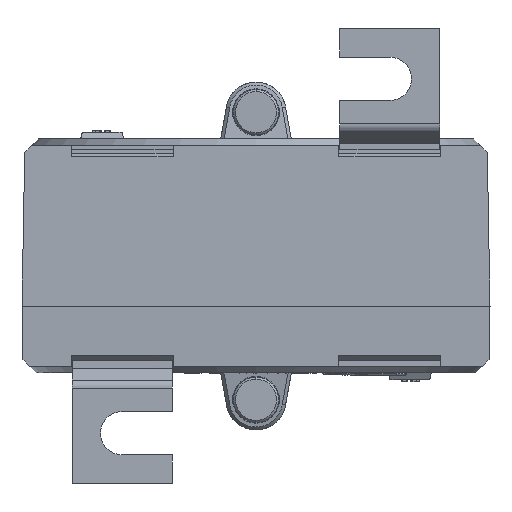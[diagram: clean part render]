
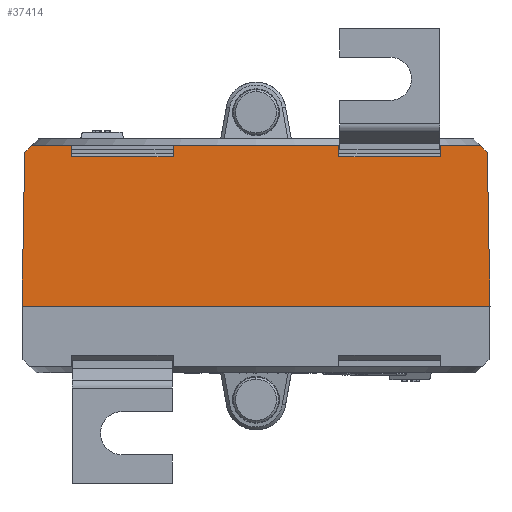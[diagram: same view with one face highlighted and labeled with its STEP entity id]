
A CAD part, front view. The second image highlights one B-rep face of the part: STEP entity #37414.
In plain terms, the highlighted planar face has unit normal (0, -1, 0.018).
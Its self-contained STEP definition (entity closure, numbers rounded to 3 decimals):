
#2046 = DIRECTION ( 'NONE',  ( -1., 0., 0. ) ) ;
#2920 = LINE ( 'NONE', #84093, #36967 ) ;
#3703 = VERTEX_POINT ( 'NONE', #79928 ) ;
#3835 = LINE ( 'NONE', #6873, #23192 ) ;
#4088 = DIRECTION ( 'NONE',  ( 1., 0., 0. ) ) ;
#4399 = CARTESIAN_POINT ( 'NONE',  ( 34.616, -36.581, 24. ) ) ;
#4473 = VERTEX_POINT ( 'NONE', #46687 ) ;
#4755 = CARTESIAN_POINT ( 'NONE',  ( 0., -37., 0. ) ) ;
#6469 = EDGE_CURVE ( 'NONE', #4473, #42305, #7284, .T. ) ;
#6873 = CARTESIAN_POINT ( 'NONE',  ( -27.55, -36.807, 11.084 ) ) ;
#7028 = EDGE_CURVE ( 'NONE', #3703, #26700, #33385, .T. ) ;
#7164 = LINE ( 'NONE', #32654, #43534 ) ;
#7252 = CARTESIAN_POINT ( 'NONE',  ( 12.393, -36.581, 24. ) ) ;
#7284 = LINE ( 'NONE', #37220, #82554 ) ;
#7316 = CARTESIAN_POINT ( 'NONE',  ( 0., -37., 0. ) ) ;
#8408 = LINE ( 'NONE', #4755, #44785 ) ;
#10084 = CARTESIAN_POINT ( 'NONE',  ( 12.45, -36.807, 11.084 ) ) ;
#10967 = VERTEX_POINT ( 'NONE', #53229 ) ;
#11806 = CARTESIAN_POINT ( 'NONE',  ( -35., -37., 0. ) ) ;
#12008 = LINE ( 'NONE', #70384, #65631 ) ;
#12653 = ORIENTED_EDGE ( 'NONE', *, *, #77481, .T. ) ;
#12783 = CARTESIAN_POINT ( 'NONE',  ( -27.599, -36.61, 22.325 ) ) ;
#13578 = ORIENTED_EDGE ( 'NONE', *, *, #79976, .T. ) ;
#14624 = DIRECTION ( 'NONE',  ( 0., -1., 0.017 ) ) ;
#14965 = CARTESIAN_POINT ( 'NONE',  ( -28.198, -36.49, 29.191 ) ) ;
#15925 = VERTEX_POINT ( 'NONE', #18708 ) ;
#16110 = EDGE_CURVE ( 'NONE', #79845, #18691, #90857, .T. ) ;
#18035 = AXIS2_PLACEMENT_3D ( 'NONE', #7316, #14624, #65667 ) ;
#18465 = DIRECTION ( 'NONE',  ( 1., 0., 0. ) ) ;
#18604 = CARTESIAN_POINT ( 'NONE',  ( 27.599, -36.61, 22.325 ) ) ;
#18691 = VERTEX_POINT ( 'NONE', #35800 ) ;
#18708 = CARTESIAN_POINT ( 'NONE',  ( 12.401, -36.61, 22.325 ) ) ;
#19776 = ORIENTED_EDGE ( 'NONE', *, *, #31198, .T. ) ;
#19809 = VECTOR ( 'NONE', #27838, 1000. ) ;
#21257 = VECTOR ( 'NONE', #89657, 1000. ) ;
#23192 = VECTOR ( 'NONE', #57877, 1000. ) ;
#23864 = VERTEX_POINT ( 'NONE', #25391 ) ;
#24692 = DIRECTION ( 'NONE',  ( -0.004, 0.017, 1. ) ) ;
#24707 = FACE_OUTER_BOUND ( 'NONE', #35603, .T. ) ;
#24734 = EDGE_CURVE ( 'NONE', #69532, #15925, #56280, .T. ) ;
#25268 = EDGE_CURVE ( 'NONE', #4473, #69532, #7164, .T. ) ;
#25391 = CARTESIAN_POINT ( 'NONE',  ( 35., -37., 0. ) ) ;
#25725 = CARTESIAN_POINT ( 'NONE',  ( -34.598, -36.598, 23.01 ) ) ;
#26654 = DIRECTION ( 'NONE',  ( -1., 0., 0. ) ) ;
#26700 = VERTEX_POINT ( 'NONE', #91307 ) ;
#27838 = DIRECTION ( 'NONE',  ( -1., 0., 0. ) ) ;
#28165 = LINE ( 'NONE', #60585, #79501 ) ;
#31118 = LINE ( 'NONE', #10084, #52812 ) ;
#31128 = VECTOR ( 'NONE', #91454, 1000. ) ;
#31198 = EDGE_CURVE ( 'NONE', #15925, #52209, #31118, .T. ) ;
#32654 = CARTESIAN_POINT ( 'NONE',  ( 27.55, -36.807, 11.084 ) ) ;
#33297 = CARTESIAN_POINT ( 'NONE',  ( -33.573, -36.581, 24. ) ) ;
#33385 = LINE ( 'NONE', #34940, #31128 ) ;
#34940 = CARTESIAN_POINT ( 'NONE',  ( -12.45, -36.807, 11.084 ) ) ;
#35603 = EDGE_LOOP ( 'NONE', ( #84397, #13578, #69596, #80172, #12653, #36995, #40402, #39438, #60561, #42491, #67684, #71867, #19776, #82030 ) ) ;
#35800 = CARTESIAN_POINT ( 'NONE',  ( -27.607, -36.581, 24. ) ) ;
#36967 = VECTOR ( 'NONE', #18465, 1000. ) ;
#36995 = ORIENTED_EDGE ( 'NONE', *, *, #86746, .T. ) ;
#37220 = CARTESIAN_POINT ( 'NONE',  ( 34.616, -36.581, 24. ) ) ;
#37414 = ADVANCED_FACE ( 'NONE', ( #24707 ), #50925, .T. ) ;
#38168 = DIRECTION ( 'NONE',  ( 1., 0., 0. ) ) ;
#39055 = VECTOR ( 'NONE', #2046, 1000. ) ;
#39092 = LINE ( 'NONE', #71531, #19809 ) ;
#39438 = ORIENTED_EDGE ( 'NONE', *, *, #93675, .F. ) ;
#39640 = EDGE_CURVE ( 'NONE', #3703, #52209, #2920, .T. ) ;
#39892 = DIRECTION ( 'NONE',  ( -0.004, -0.017, -1. ) ) ;
#40402 = ORIENTED_EDGE ( 'NONE', *, *, #41100, .F. ) ;
#41100 = EDGE_CURVE ( 'NONE', #23864, #93748, #8408, .T. ) ;
#42305 = VERTEX_POINT ( 'NONE', #64918 ) ;
#42491 = ORIENTED_EDGE ( 'NONE', *, *, #6469, .F. ) ;
#43169 = EDGE_CURVE ( 'NONE', #10967, #42305, #12008, .T. ) ;
#43534 = VECTOR ( 'NONE', #39892, 1000. ) ;
#44785 = VECTOR ( 'NONE', #26654, 1000. ) ;
#46687 = CARTESIAN_POINT ( 'NONE',  ( 27.607, -36.581, 24. ) ) ;
#50925 = PLANE ( 'NONE',  #18035 ) ;
#52209 = VERTEX_POINT ( 'NONE', #7252 ) ;
#52812 = VECTOR ( 'NONE', #24692, 1000. ) ;
#53229 = CARTESIAN_POINT ( 'NONE',  ( 34.598, -36.598, 23.01 ) ) ;
#53293 = CARTESIAN_POINT ( 'NONE',  ( 34.989, -36.989, 0.611 ) ) ;
#55281 = VECTOR ( 'NONE', #66011, 1000. ) ;
#55444 = VERTEX_POINT ( 'NONE', #25725 ) ;
#56280 = LINE ( 'NONE', #89378, #39055 ) ;
#56659 = VECTOR ( 'NONE', #4088, 1000. ) ;
#57877 = DIRECTION ( 'NONE',  ( -0.004, 0.017, 1. ) ) ;
#60561 = ORIENTED_EDGE ( 'NONE', *, *, #43169, .T. ) ;
#60585 = CARTESIAN_POINT ( 'NONE',  ( -34.989, -36.989, 0.645 ) ) ;
#62372 = LINE ( 'NONE', #53293, #21257 ) ;
#64918 = CARTESIAN_POINT ( 'NONE',  ( 33.573, -36.581, 24. ) ) ;
#65631 = VECTOR ( 'NONE', #77671, 1000. ) ;
#65667 = DIRECTION ( 'NONE',  ( 0., -0.017, -1. ) ) ;
#66011 = DIRECTION ( 'NONE',  ( -0.719, -0.012, -0.695 ) ) ;
#67684 = ORIENTED_EDGE ( 'NONE', *, *, #25268, .T. ) ;
#67879 = DIRECTION ( 'NONE',  ( -0.017, -0.017, -1. ) ) ;
#69532 = VERTEX_POINT ( 'NONE', #18604 ) ;
#69596 = ORIENTED_EDGE ( 'NONE', *, *, #90078, .T. ) ;
#70384 = CARTESIAN_POINT ( 'NONE',  ( 28.198, -36.49, 29.191 ) ) ;
#71531 = CARTESIAN_POINT ( 'NONE',  ( -27.603, -36.61, 22.325 ) ) ;
#71867 = ORIENTED_EDGE ( 'NONE', *, *, #24734, .T. ) ;
#74628 = LINE ( 'NONE', #14965, #55281 ) ;
#77326 = VERTEX_POINT ( 'NONE', #12783 ) ;
#77481 = EDGE_CURVE ( 'NONE', #79845, #55444, #74628, .T. ) ;
#77671 = DIRECTION ( 'NONE',  ( -0.719, 0.012, 0.695 ) ) ;
#79501 = VECTOR ( 'NONE', #67879, 1000. ) ;
#79845 = VERTEX_POINT ( 'NONE', #33297 ) ;
#79928 = CARTESIAN_POINT ( 'NONE',  ( -12.393, -36.581, 24. ) ) ;
#79976 = EDGE_CURVE ( 'NONE', #26700, #77326, #39092, .T. ) ;
#80172 = ORIENTED_EDGE ( 'NONE', *, *, #16110, .F. ) ;
#82030 = ORIENTED_EDGE ( 'NONE', *, *, #39640, .F. ) ;
#82554 = VECTOR ( 'NONE', #38168, 1000. ) ;
#84093 = CARTESIAN_POINT ( 'NONE',  ( 34.616, -36.581, 24. ) ) ;
#84397 = ORIENTED_EDGE ( 'NONE', *, *, #7028, .T. ) ;
#86746 = EDGE_CURVE ( 'NONE', #55444, #93748, #28165, .T. ) ;
#89378 = CARTESIAN_POINT ( 'NONE',  ( 0., -36.61, 22.325 ) ) ;
#89657 = DIRECTION ( 'NONE',  ( 0.017, -0.017, -1. ) ) ;
#90078 = EDGE_CURVE ( 'NONE', #77326, #18691, #3835, .T. ) ;
#90857 = LINE ( 'NONE', #4399, #56659 ) ;
#91307 = CARTESIAN_POINT ( 'NONE',  ( -12.401, -36.61, 22.325 ) ) ;
#91454 = DIRECTION ( 'NONE',  ( -0.004, -0.017, -1. ) ) ;
#93675 = EDGE_CURVE ( 'NONE', #10967, #23864, #62372, .T. ) ;
#93748 = VERTEX_POINT ( 'NONE', #11806 ) ;
